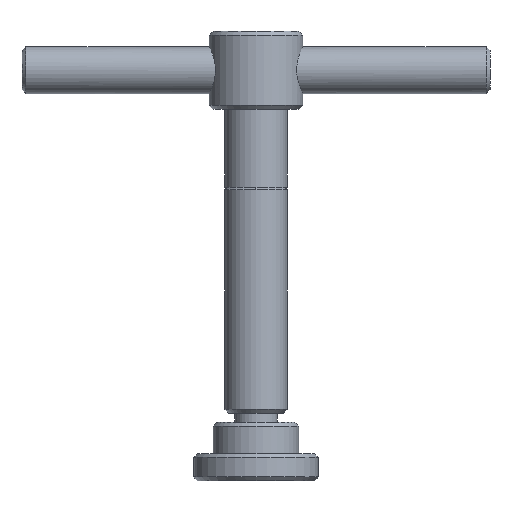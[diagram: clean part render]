
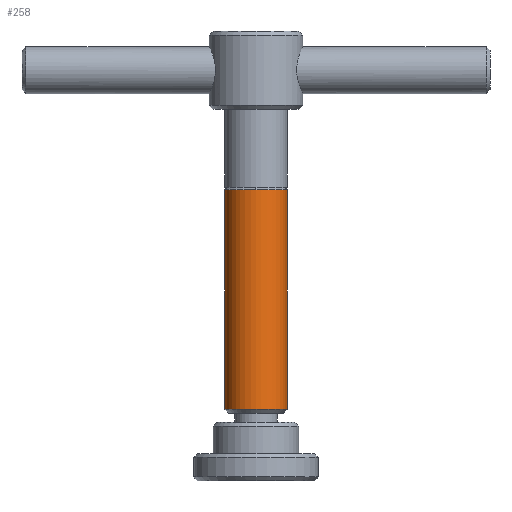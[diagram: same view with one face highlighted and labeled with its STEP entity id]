
A CAD part, front view. The second image highlights one B-rep face of the part: STEP entity #258.
In plain terms, the highlighted cylindrical face has radius 8 mm (diameter 16 mm), a partial arc.
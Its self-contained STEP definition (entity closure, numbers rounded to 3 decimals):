
#246=EDGE_CURVE('',#340,#330,#645,.T.);
#258=ADVANCED_FACE('',(#660),#661,.T.);
#286=VERTEX_POINT('',#692);
#300=VERTEX_POINT('',#711);
#308=VERTEX_POINT('',#720);
#330=VERTEX_POINT('',#742);
#338=EDGE_CURVE('',#330,#286,#750,.T.);
#340=VERTEX_POINT('',#752);
#360=EDGE_CURVE('',#308,#300,#772,.T.);
#364=EDGE_CURVE('',#300,#340,#776,.T.);
#386=EDGE_CURVE('',#286,#308,#801,.T.);
#645=CIRCLE('',#1089,8.0);
#660=FACE_OUTER_BOUND('',#1107,.T.);
#661=CYLINDRICAL_SURFACE('',#1108,8.0);
#692=CARTESIAN_POINT('',(8.,0.,74.675));
#711=CARTESIAN_POINT('',(-8.,0.,74.675));
#720=CARTESIAN_POINT('',(0.,-8.,74.675));
#742=CARTESIAN_POINT('',(8.,0.,18.3));
#750=LINE('',#1255,#1256);
#752=CARTESIAN_POINT('',(-8.,0.,18.3));
#772=CIRCLE('',#1287,8.0);
#776=LINE('',#1293,#1294);
#801=CIRCLE('',#1326,8.0);
#1089=AXIS2_PLACEMENT_3D('',#1782,#1783,#1784);
#1107=EDGE_LOOP('',(#1812,#1813,#1814,#1815,#1816));
#1108=AXIS2_PLACEMENT_3D('',#1817,#1818,#1819);
#1255=CARTESIAN_POINT('',(8.,0.,56.8));
#1256=VECTOR('',#1922,1.0);
#1287=AXIS2_PLACEMENT_3D('',#1932,#1933,#1934);
#1293=CARTESIAN_POINT('',(-8.,0.,56.8));
#1294=VECTOR('',#1938,1.0);
#1326=AXIS2_PLACEMENT_3D('',#1977,#1978,#1979);
#1782=CARTESIAN_POINT('',(0.,0.,18.3));
#1783=DIRECTION('',(0.,0.,1.0));
#1784=DIRECTION('',(1.0,0.,0.));
#1812=ORIENTED_EDGE('',*,*,#338,.T.);
#1813=ORIENTED_EDGE('',*,*,#386,.T.);
#1814=ORIENTED_EDGE('',*,*,#360,.T.);
#1815=ORIENTED_EDGE('',*,*,#364,.T.);
#1816=ORIENTED_EDGE('',*,*,#246,.T.);
#1817=CARTESIAN_POINT('',(0.,0.,56.8));
#1818=DIRECTION('',(0.,0.,-1.0));
#1819=DIRECTION('',(1.0,0.,0.));
#1922=DIRECTION('',(0.,0.,1.0));
#1932=CARTESIAN_POINT('',(0.,0.,74.675));
#1933=DIRECTION('',(0.,0.,-1.0));
#1934=DIRECTION('',(1.0,0.,0.));
#1938=DIRECTION('',(0.,0.,-1.0));
#1977=CARTESIAN_POINT('',(0.,0.,74.675));
#1978=DIRECTION('',(0.,0.,-1.0));
#1979=DIRECTION('',(1.0,0.,0.));
